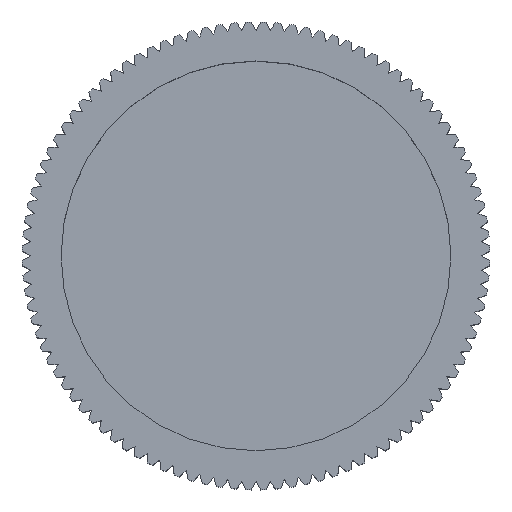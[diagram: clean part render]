
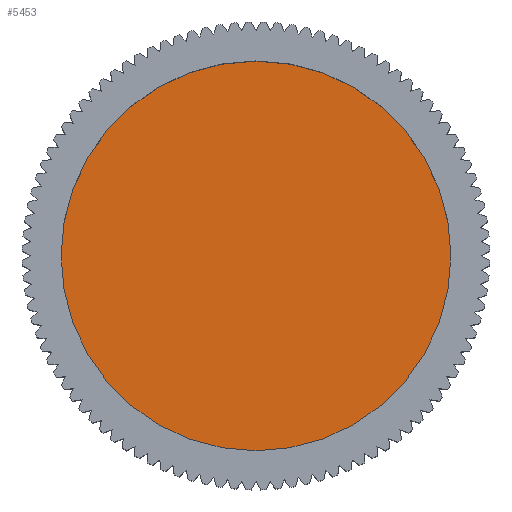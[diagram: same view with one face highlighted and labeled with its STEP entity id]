
A CAD part, top view. The second image highlights one B-rep face of the part: STEP entity #5453.
In plain terms, the highlighted planar face has unit normal (0, 0, 1).
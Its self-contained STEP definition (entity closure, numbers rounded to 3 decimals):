
#2063=EDGE_CURVE('',#3403,#2405,#5867,.T.);
#2121=EDGE_CURVE('',#2405,#3403,#5933,.T.);
#2405=VERTEX_POINT('',#6242);
#3403=VERTEX_POINT('',#7320);
#5453=ADVANCED_FACE('',(#9546),#9547,.F.);
#5867=CIRCLE('',#10107,12.5);
#5933=CIRCLE('',#10231,12.5);
#6242=CARTESIAN_POINT('',(-12.5,0.,11.5));
#7320=CARTESIAN_POINT('',(12.5,0.0,11.5));
#9546=FACE_OUTER_BOUND('',#16704,.T.);
#9547=PLANE('',#16705);
#10107=AXIS2_PLACEMENT_3D('',#17315,#17316,#17317);
#10231=AXIS2_PLACEMENT_3D('',#17393,#17394,#17395);
#16704=EDGE_LOOP('',(#21274,#21275));
#16705=AXIS2_PLACEMENT_3D('',#21276,#21277,#21278);
#17315=CARTESIAN_POINT('',(0.0,0.0,11.5));
#17316=DIRECTION('',(0.0,0.0,-1.0));
#17317=DIRECTION('',(1.0,0.0,0.0));
#17393=CARTESIAN_POINT('',(0.0,0.0,11.5));
#17394=DIRECTION('',(0.0,0.0,-1.0));
#17395=DIRECTION('',(1.0,0.0,0.0));
#21274=ORIENTED_EDGE('',*,*,#2063,.F.);
#21275=ORIENTED_EDGE('',*,*,#2121,.F.);
#21276=CARTESIAN_POINT('',(0.0,0.0,11.5));
#21277=DIRECTION('',(0.0,0.0,-1.0));
#21278=DIRECTION('',(-1.0,0.0,0.0));
